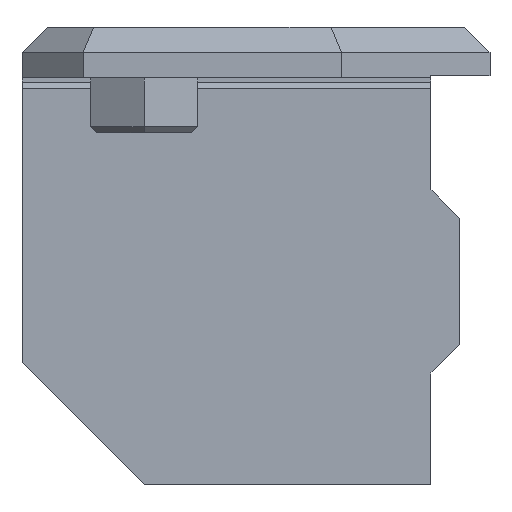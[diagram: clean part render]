
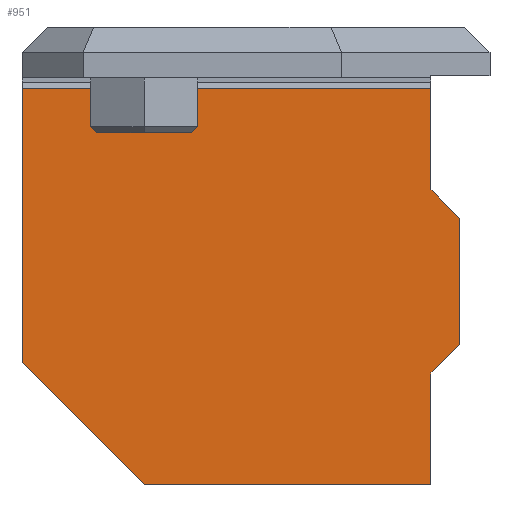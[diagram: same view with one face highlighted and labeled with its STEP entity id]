
A CAD part, front view. The second image highlights one B-rep face of the part: STEP entity #951.
In plain terms, the highlighted planar face has unit normal (0, -1, 0).
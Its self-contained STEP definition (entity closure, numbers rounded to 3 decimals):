
#60=FACE_OUTER_BOUND('',#115,.T.);
#115=EDGE_LOOP('',(#770,#771,#772,#773,#774,#775,#776,#777,#778));
#138=LINE('',#1295,#264);
#148=LINE('',#1315,#274);
#233=LINE('',#1487,#359);
#234=LINE('',#1490,#360);
#238=LINE('',#1497,#364);
#239=LINE('',#1499,#365);
#240=LINE('',#1501,#366);
#241=LINE('',#1503,#367);
#242=LINE('',#1504,#368);
#264=VECTOR('',#1049,10.);
#274=VECTOR('',#1063,10.);
#359=VECTOR('',#1208,10.);
#360=VECTOR('',#1211,10.);
#364=VECTOR('',#1217,10.);
#365=VECTOR('',#1218,10.);
#366=VECTOR('',#1219,10.);
#367=VECTOR('',#1220,10.);
#368=VECTOR('',#1221,10.);
#390=VERTEX_POINT('',#1293);
#391=VERTEX_POINT('',#1294);
#399=VERTEX_POINT('',#1314);
#456=VERTEX_POINT('',#1485);
#457=VERTEX_POINT('',#1489);
#459=VERTEX_POINT('',#1496);
#460=VERTEX_POINT('',#1498);
#461=VERTEX_POINT('',#1500);
#462=VERTEX_POINT('',#1502);
#473=EDGE_CURVE('',#390,#391,#138,.T.);
#483=EDGE_CURVE('',#399,#391,#148,.T.);
#570=EDGE_CURVE('',#456,#399,#233,.T.);
#571=EDGE_CURVE('',#456,#457,#234,.T.);
#575=EDGE_CURVE('',#390,#459,#238,.T.);
#576=EDGE_CURVE('',#460,#459,#239,.T.);
#577=EDGE_CURVE('',#461,#460,#240,.T.);
#578=EDGE_CURVE('',#462,#461,#241,.T.);
#579=EDGE_CURVE('',#457,#462,#242,.T.);
#770=ORIENTED_EDGE('',*,*,#473,.F.);
#771=ORIENTED_EDGE('',*,*,#575,.T.);
#772=ORIENTED_EDGE('',*,*,#576,.F.);
#773=ORIENTED_EDGE('',*,*,#577,.F.);
#774=ORIENTED_EDGE('',*,*,#578,.F.);
#775=ORIENTED_EDGE('',*,*,#579,.F.);
#776=ORIENTED_EDGE('',*,*,#571,.F.);
#777=ORIENTED_EDGE('',*,*,#570,.T.);
#778=ORIENTED_EDGE('',*,*,#483,.T.);
#901=PLANE('',#1020);
#951=ADVANCED_FACE('',(#60),#901,.T.);
#1020=AXIS2_PLACEMENT_3D('',#1495,#1215,#1216);
#1049=DIRECTION('',(-0.707,0.,0.707));
#1063=DIRECTION('',(0.,0.,-1.));
#1208=DIRECTION('',(-1.,0.,0.));
#1211=DIRECTION('',(0.,0.,-1.));
#1215=DIRECTION('center_axis',(0.,-1.,0.));
#1216=DIRECTION('ref_axis',(-1.,0.,0.));
#1217=DIRECTION('',(1.,0.,0.));
#1218=DIRECTION('',(0.,0.,-1.));
#1219=DIRECTION('',(-0.707,0.,-0.707));
#1220=DIRECTION('',(0.,0.,-1.));
#1221=DIRECTION('',(0.707,0.,-0.707));
#1293=CARTESIAN_POINT('',(6.,14.55,-20.));
#1294=CARTESIAN_POINT('',(0.,14.55,-14.));
#1295=CARTESIAN_POINT('',(3.,14.55,-17.));
#1314=CARTESIAN_POINT('',(0.,14.55,-0.5));
#1315=CARTESIAN_POINT('',(0.,14.55,0.));
#1485=CARTESIAN_POINT('',(20.1,14.55,-0.5));
#1487=CARTESIAN_POINT('',(10.,14.55,-0.5));
#1489=CARTESIAN_POINT('',(20.1,14.55,-5.5));
#1490=CARTESIAN_POINT('',(20.1,14.55,0.));
#1495=CARTESIAN_POINT('Origin',(20.,14.55,0.));
#1496=CARTESIAN_POINT('',(20.1,14.55,-20.));
#1497=CARTESIAN_POINT('',(20.,14.55,-20.));
#1498=CARTESIAN_POINT('',(20.1,14.55,-14.5));
#1499=CARTESIAN_POINT('',(20.1,14.55,0.));
#1500=CARTESIAN_POINT('',(21.5,14.55,-13.1));
#1501=CARTESIAN_POINT('',(21.4,14.55,-13.2));
#1502=CARTESIAN_POINT('',(21.5,14.55,-6.9));
#1503=CARTESIAN_POINT('',(21.5,14.55,-11.55));
#1504=CARTESIAN_POINT('',(22.1,14.55,-7.5));
